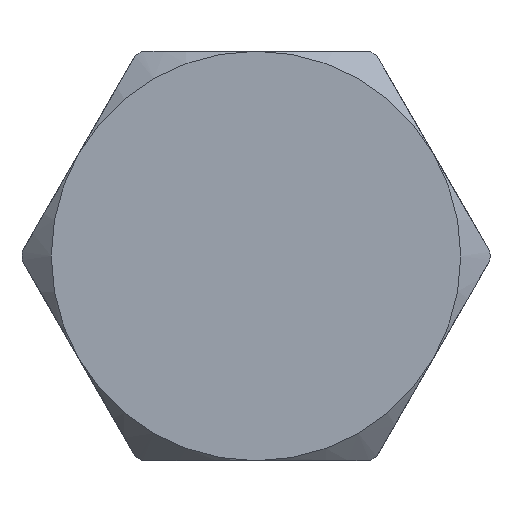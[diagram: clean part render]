
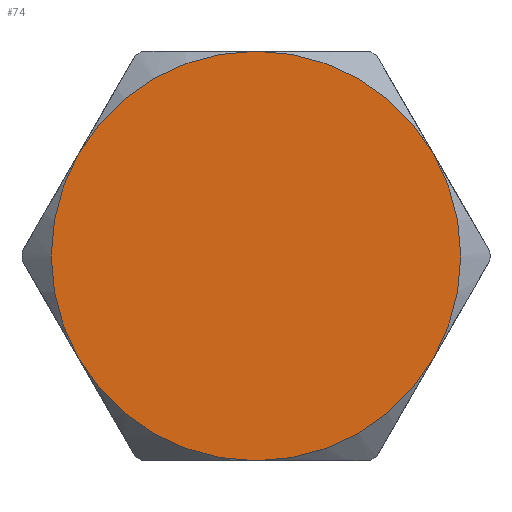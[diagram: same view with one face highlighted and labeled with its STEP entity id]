
A CAD part, front view. The second image highlights one B-rep face of the part: STEP entity #74.
In plain terms, the highlighted planar face has unit normal (0, -1, 0).
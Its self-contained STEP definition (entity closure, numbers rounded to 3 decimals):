
#17 = CARTESIAN_POINT ( 'NONE',  ( 3.031, -60., -1.75 ) ) ;
#23 = DIRECTION ( 'NONE',  ( 0., 0., 1. ) ) ;
#27 = AXIS2_PLACEMENT_3D ( 'NONE', #771, #275, #909 ) ;
#40 = DIRECTION ( 'NONE',  ( 0., 0., 1. ) ) ;
#68 = DIRECTION ( 'NONE',  ( 0., 0., 1. ) ) ;
#74 = ADVANCED_FACE ( 'NONE', ( #803 ), #283, .F. ) ;
#81 = AXIS2_PLACEMENT_3D ( 'NONE', #442, #221, #23 ) ;
#91 = DIRECTION ( 'NONE',  ( 0., 0., 1. ) ) ;
#99 = DIRECTION ( 'NONE',  ( 0., 1., 0. ) ) ;
#103 = DIRECTION ( 'NONE',  ( 0., 1., 0. ) ) ;
#116 = CARTESIAN_POINT ( 'NONE',  ( 0., -60., 0. ) ) ;
#126 = VERTEX_POINT ( 'NONE', #209 ) ;
#128 = EDGE_CURVE ( 'NONE', #624, #713, #370, .T. ) ;
#132 = EDGE_LOOP ( 'NONE', ( #161, #557, #532, #265, #775, #906 ) ) ;
#161 = ORIENTED_EDGE ( 'NONE', *, *, #447, .F. ) ;
#179 = DIRECTION ( 'NONE',  ( 0., 0., 1. ) ) ;
#202 = VERTEX_POINT ( 'NONE', #17 ) ;
#209 = CARTESIAN_POINT ( 'NONE',  ( 3.031, -60., 1.75 ) ) ;
#221 = DIRECTION ( 'NONE',  ( 0., 1., 0. ) ) ;
#265 = ORIENTED_EDGE ( 'NONE', *, *, #897, .F. ) ;
#275 = DIRECTION ( 'NONE',  ( 0., 1., 0. ) ) ;
#283 = PLANE ( 'NONE',  #740 ) ;
#305 = AXIS2_PLACEMENT_3D ( 'NONE', #651, #589, #91 ) ;
#320 = DIRECTION ( 'NONE',  ( 0., 0., 1. ) ) ;
#330 = EDGE_CURVE ( 'NONE', #202, #436, #896, .T. ) ;
#352 = CARTESIAN_POINT ( 'NONE',  ( -3.031, -60., 1.75 ) ) ;
#370 = CIRCLE ( 'NONE', #27, 3.5 ) ;
#401 = EDGE_CURVE ( 'NONE', #126, #202, #488, .T. ) ;
#415 = DIRECTION ( 'NONE',  ( 0., 1., 0. ) ) ;
#435 = CARTESIAN_POINT ( 'NONE',  ( 0., -60., 3.5 ) ) ;
#436 = VERTEX_POINT ( 'NONE', #883 ) ;
#442 = CARTESIAN_POINT ( 'NONE',  ( 0., -60., 0. ) ) ;
#447 = EDGE_CURVE ( 'NONE', #713, #126, #643, .T. ) ;
#488 = CIRCLE ( 'NONE', #305, 3.5 ) ;
#509 = CARTESIAN_POINT ( 'NONE',  ( 0., -60., 0. ) ) ;
#519 = CARTESIAN_POINT ( 'NONE',  ( 0., -60., 0. ) ) ;
#532 = ORIENTED_EDGE ( 'NONE', *, *, #736, .F. ) ;
#538 = DIRECTION ( 'NONE',  ( 0., 1., 0. ) ) ;
#557 = ORIENTED_EDGE ( 'NONE', *, *, #128, .F. ) ;
#589 = DIRECTION ( 'NONE',  ( 0., 1., 0. ) ) ;
#624 = VERTEX_POINT ( 'NONE', #352 ) ;
#639 = VERTEX_POINT ( 'NONE', #854 ) ;
#643 = CIRCLE ( 'NONE', #693, 3.5 ) ;
#651 = CARTESIAN_POINT ( 'NONE',  ( 0., -60., 0. ) ) ;
#693 = AXIS2_PLACEMENT_3D ( 'NONE', #519, #103, #40 ) ;
#713 = VERTEX_POINT ( 'NONE', #435 ) ;
#736 = EDGE_CURVE ( 'NONE', #639, #624, #778, .T. ) ;
#740 = AXIS2_PLACEMENT_3D ( 'NONE', #848, #415, #68 ) ;
#755 = CIRCLE ( 'NONE', #782, 3.5 ) ;
#771 = CARTESIAN_POINT ( 'NONE',  ( 0., -60., 0. ) ) ;
#775 = ORIENTED_EDGE ( 'NONE', *, *, #330, .F. ) ;
#778 = CIRCLE ( 'NONE', #81, 3.5 ) ;
#782 = AXIS2_PLACEMENT_3D ( 'NONE', #116, #538, #320 ) ;
#803 = FACE_OUTER_BOUND ( 'NONE', #132, .T. ) ;
#812 = AXIS2_PLACEMENT_3D ( 'NONE', #509, #99, #179 ) ;
#848 = CARTESIAN_POINT ( 'NONE',  ( 0., -60., 0. ) ) ;
#854 = CARTESIAN_POINT ( 'NONE',  ( -3.031, -60., -1.75 ) ) ;
#883 = CARTESIAN_POINT ( 'NONE',  ( 0., -60., -3.5 ) ) ;
#896 = CIRCLE ( 'NONE', #812, 3.5 ) ;
#897 = EDGE_CURVE ( 'NONE', #436, #639, #755, .T. ) ;
#906 = ORIENTED_EDGE ( 'NONE', *, *, #401, .F. ) ;
#909 = DIRECTION ( 'NONE',  ( 0., 0., 1. ) ) ;
